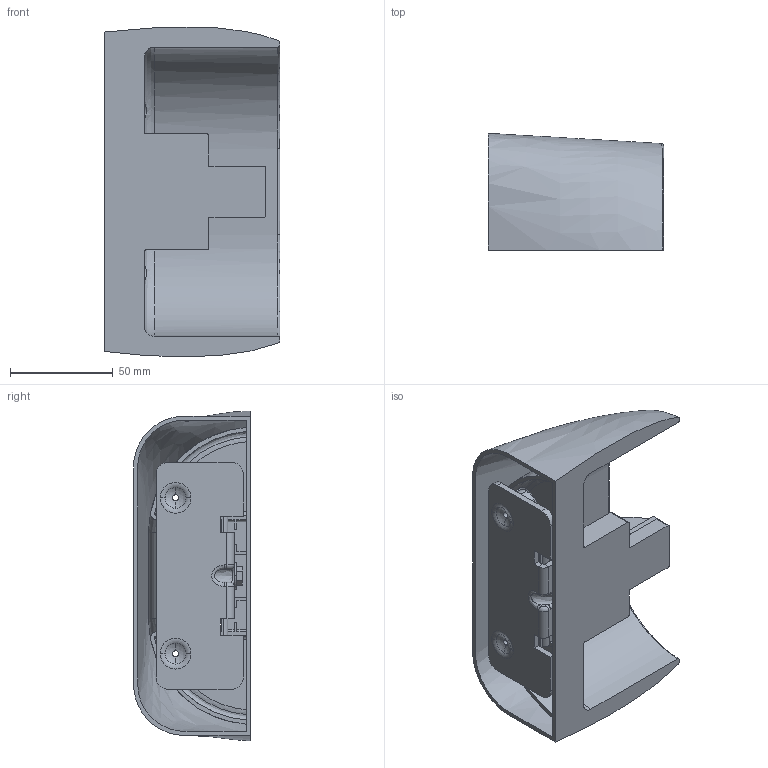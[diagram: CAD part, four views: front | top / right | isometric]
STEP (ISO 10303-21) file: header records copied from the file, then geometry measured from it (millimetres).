
FILE_DESCRIPTION (( 'STEP AP214' ), '1' );
FILE_NAME ('2708 Offset Strike Plate 2706 61mm - 77mm.STEP', '2025-01-08T01:08:53', ( '' ), ( '' ), 'SwSTEP 2.0', 'SolidWorks 2024', '' );
FILE_SCHEMA (( 'AUTOMOTIVE_DESIGN' ));
Length unit declared in the file: millimetre
Products named in the file (3): 2708 Offset Strike Plate 2706 61mm - 77mm; 2708 Offset Strike For 2706 61mm - 77mm
Assembly tree (2 placements, depth 2):
  2708 Offset Strike Plate 2706 61mm - 77mm
    2708 Offset Strike For 2706 61mm - 77mm
    2708 Offset Strike Plate 2706 61mm - 77mm
Bounding box: 85.5 x 57 x 160.87 mm (x, y, z)
Volume: 125037.5 mm3; surface area: 118081.8 mm2
Topology: 3 solids, 3 shells, 281 faces, 781 edges, 502 vertices
Faces by surface type: plane 120, cylinder 79, bspline 60, torus 14, sphere 8
Entity records: 19431 total; most frequent: CARTESIAN_POINT 12524, ORIENTED_EDGE 1554, DIRECTION 1273, EDGE_CURVE 777, VERTEX_POINT 502, AXIS2_PLACEMENT_3D 446, VECTOR 381, LINE 381
